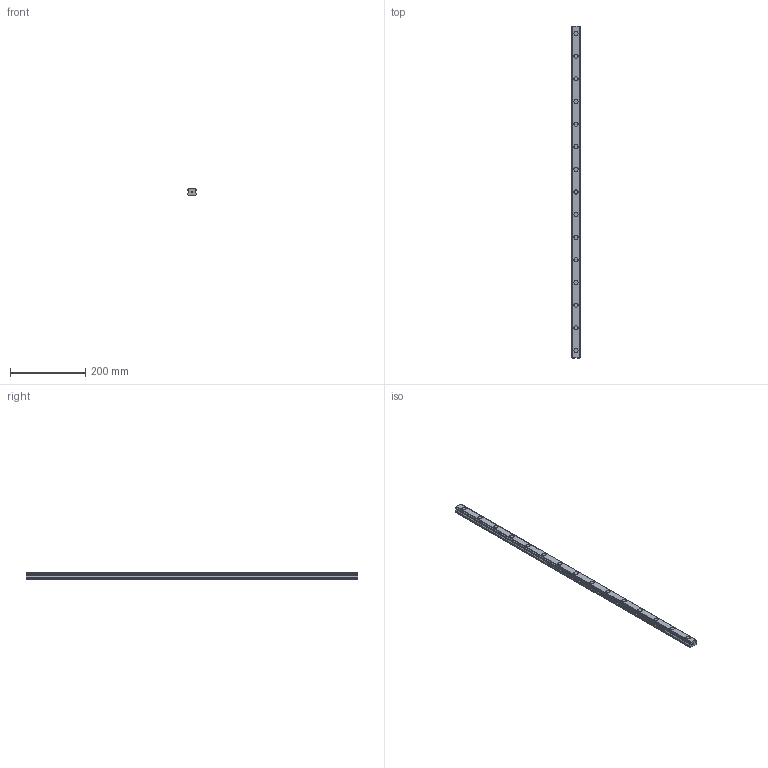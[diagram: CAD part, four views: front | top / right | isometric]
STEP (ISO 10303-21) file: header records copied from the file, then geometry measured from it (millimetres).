
FILE_DESCRIPTION(('STEP AP214'),'1');
FILE_NAME('cctmp_A2643B53-E7FD-4BA2-A14F-FFA797F960E2_2021_02_09_15_42_34_0719..stp','2021-02-09T14:42:34',('HIWIN GmbH'),('CADClick - www.CADClick.com'),'Spatial InterOp 3D',' ','unknown authorization');
FILE_SCHEMA(('AUTOMOTIVE_DESIGN'));
Length unit declared in the file: millimetre
Products named in the file (1): EGR25R880C_FILE
Bounding box: 23 x 880 x 18 mm (x, y, z)
Volume: 302300.2 mm3; surface area: 82476.4 mm2
Topology: 1 solids, 1 shells, 285 faces, 747 edges, 498 vertices
Faces by surface type: plane 175, cylinder 110
Entity records: 11225 total; most frequent: DIRECTION 1659, CARTESIAN_POINT 1531, ORIENTED_EDGE 1494, EDGE_CURVE 747, AXIS2_PLACEMENT_3D 626, VERTEX_POINT 498, LINE 407, VECTOR 407
